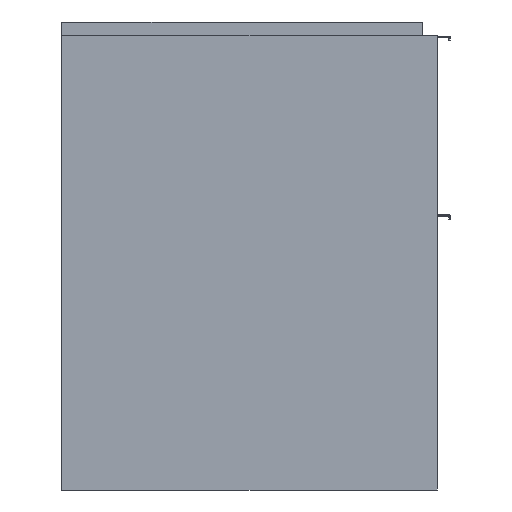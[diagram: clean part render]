
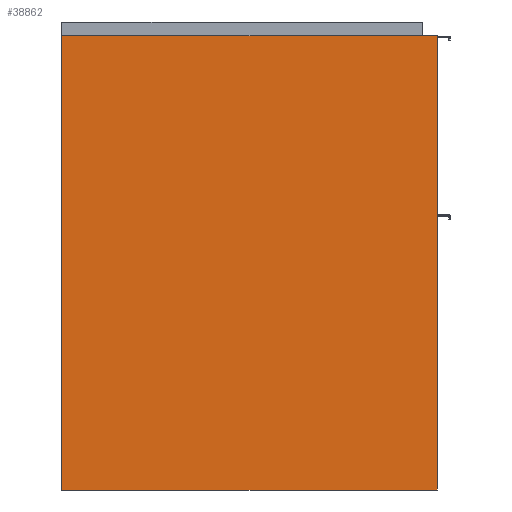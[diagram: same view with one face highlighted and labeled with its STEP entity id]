
A CAD part, left-side view. The second image highlights one B-rep face of the part: STEP entity #38862.
In plain terms, the highlighted planar face has unit normal (-1, 0, 0).
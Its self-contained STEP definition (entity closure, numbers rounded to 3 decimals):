
#4475=FACE_OUTER_BOUND('',#6789,.T.);
#6789=EDGE_LOOP('',(#34696,#34697,#34698,#34699));
#10944=LINE('',#63608,#15162);
#10948=LINE('',#63616,#15166);
#10951=LINE('',#63622,#15169);
#10954=LINE('',#63627,#15172);
#15162=VECTOR('',#52215,462.);
#15166=VECTOR('',#52221,559.);
#15169=VECTOR('',#52226,462.);
#15172=VECTOR('',#52231,559.);
#18798=VERTEX_POINT('',#63606);
#18799=VERTEX_POINT('',#63607);
#18802=VERTEX_POINT('',#63615);
#18804=VERTEX_POINT('',#63621);
#24120=EDGE_CURVE('',#18798,#18799,#10944,.T.);
#24124=EDGE_CURVE('',#18802,#18798,#10948,.T.);
#24127=EDGE_CURVE('',#18804,#18802,#10951,.T.);
#24130=EDGE_CURVE('',#18799,#18804,#10954,.T.);
#34696=ORIENTED_EDGE('',*,*,#24130,.F.);
#34697=ORIENTED_EDGE('',*,*,#24120,.F.);
#34698=ORIENTED_EDGE('',*,*,#24124,.F.);
#34699=ORIENTED_EDGE('',*,*,#24127,.F.);
#36935=PLANE('',#42020);
#38862=ADVANCED_FACE('',(#4475),#36935,.F.);
#42020=AXIS2_PLACEMENT_3D('',#63630,#52235,#52236);
#52215=DIRECTION('',(0.,1.,0.));
#52221=DIRECTION('',(0.,0.,-1.));
#52226=DIRECTION('',(0.,-1.,0.));
#52231=DIRECTION('',(0.,0.,1.));
#52235=DIRECTION('center_axis',(1.,0.,0.));
#52236=DIRECTION('ref_axis',(0.,0.,-1.));
#63606=CARTESIAN_POINT('',(0.,0.,0.));
#63607=CARTESIAN_POINT('',(0.,462.,0.));
#63608=CARTESIAN_POINT('',(0.,0.,0.));
#63615=CARTESIAN_POINT('',(0.,0.,559.));
#63616=CARTESIAN_POINT('',(0.,0.,559.));
#63621=CARTESIAN_POINT('',(0.,462.,559.));
#63622=CARTESIAN_POINT('',(0.,462.,559.));
#63627=CARTESIAN_POINT('',(0.,462.,0.));
#63630=CARTESIAN_POINT('Origin',(0.,231.,279.5));
